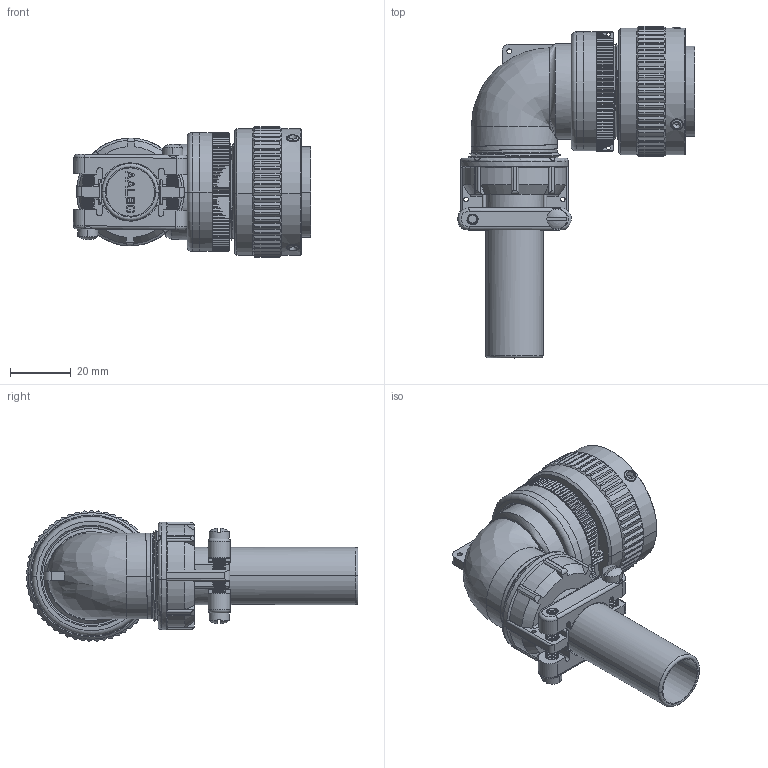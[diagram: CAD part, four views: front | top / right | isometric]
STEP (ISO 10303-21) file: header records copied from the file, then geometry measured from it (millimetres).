
FILE_DESCRIPTION((''),'2;1');
FILE_NAME('VG95234E-22_SW0001','2023-03-23T13:20:17',('paultorloting'),('NET AG system integration'),'CREO PARAMETRIC BY PTC INC, 2021404','CREO PARAMETRIC BY PTC INC, 2021404','');
FILE_SCHEMA(('AUTOMOTIVE_DESIGN { 1 0 10303 214 1 1 1 1 }'));
Length unit declared in the file: millimetre
Products named in the file (1): VG95234E-22_SW0001
Bounding box: 77.95 x 109.04 x 42.97 mm (x, y, z)
Volume: 71718.8 mm3; surface area: 32067.4 mm2
Topology: 1 solids, 1 shells, 1667 faces, 4588 edges, 2944 vertices
Faces by surface type: plane 826, cylinder 448, cone 280, bspline 75, torus 34, sphere 4
Entity records: 105498 total; most frequent: CARTESIAN_POINT 55204, ORIENTED_EDGE 9164, DIRECTION 7464, EDGE_CURVE 4582, VERTEX_POINT 2944, AXIS2_PLACEMENT_3D 2656, VECTOR 2149, LINE 2149
